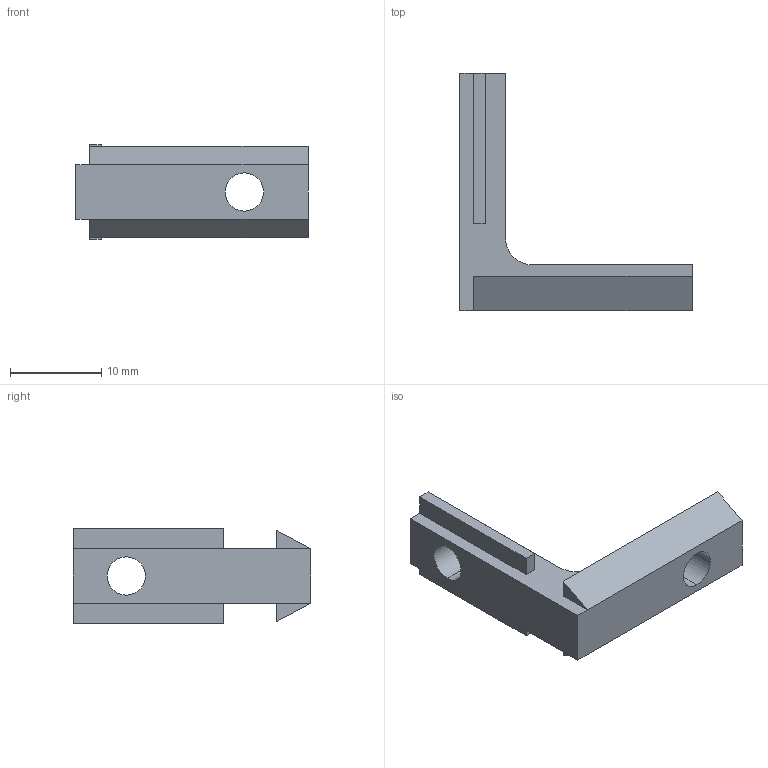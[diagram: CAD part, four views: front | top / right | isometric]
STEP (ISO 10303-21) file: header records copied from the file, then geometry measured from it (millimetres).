
FILE_DESCRIPTION (( 'STEP AP203' ), '1' );
FILE_NAME ('Inside Hidden Corner Bracket.step', '2015-07-29T19:36:01', ( '' ), ( '' ), 'SwSTEP 2.0', 'SolidWorks 2014', '' );
FILE_SCHEMA (( 'CONFIG_CONTROL_DESIGN' ));
Length unit declared in the file: millimetre
Products named in the file (1): Inside Hidden Corner Bracket
Bounding box: 25.5 x 26 x 10.4 mm (x, y, z)
Volume: 1542.4 mm3; surface area: 1447.3 mm2
Topology: 1 solids, 1 shells, 27 faces, 73 edges, 48 vertices
Faces by surface type: plane 22, cylinder 5
Entity records: 926 total; most frequent: CARTESIAN_POINT 149, ORIENTED_EDGE 146, DIRECTION 139, EDGE_CURVE 73, VECTOR 63, LINE 63, VERTEX_POINT 48, AXIS2_PLACEMENT_3D 38
